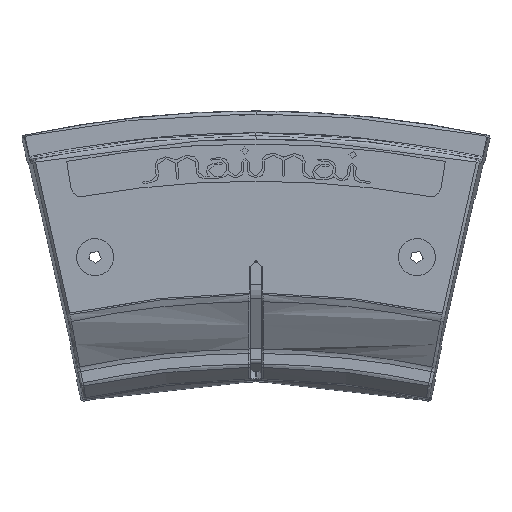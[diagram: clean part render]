
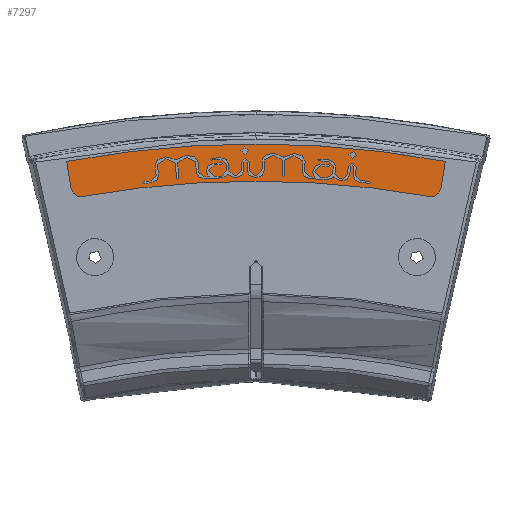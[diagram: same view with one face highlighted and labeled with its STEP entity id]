
A CAD part, top view. The second image highlights one B-rep face of the part: STEP entity #7297.
In plain terms, the highlighted planar face has unit normal (0, 0, 1).
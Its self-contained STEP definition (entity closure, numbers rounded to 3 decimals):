
#679=CIRCLE('',#7942,325.901);
#681=CIRCLE('',#7945,3.2);
#683=CIRCLE('',#7949,338.201);
#685=CIRCLE('',#7952,338.201);
#687=CIRCLE('',#7956,3.2);
#689=CIRCLE('',#7959,325.901);
#1130=FACE_OUTER_BOUND('',#1567,.T.);
#1567=EDGE_LOOP('',(#6027,#6028,#6029,#6030,#6031,#6032,#6033,#6034));
#1965=LINE('',#13786,#2427);
#1970=LINE('',#13804,#2432);
#2427=VECTOR('',#9278,1.);
#2432=VECTOR('',#9297,1.);
#3217=VERTEX_POINT('',#13771);
#3218=VERTEX_POINT('',#13773);
#3220=VERTEX_POINT('',#13779);
#3222=VERTEX_POINT('',#13785);
#3224=VERTEX_POINT('',#13791);
#3226=VERTEX_POINT('',#13797);
#3228=VERTEX_POINT('',#13803);
#3230=VERTEX_POINT('',#13809);
#4194=EDGE_CURVE('',#3218,#3217,#679,.T.);
#4197=EDGE_CURVE('',#3220,#3218,#681,.T.);
#4200=EDGE_CURVE('',#3222,#3220,#1965,.T.);
#4203=EDGE_CURVE('',#3224,#3222,#683,.T.);
#4206=EDGE_CURVE('',#3226,#3224,#685,.T.);
#4209=EDGE_CURVE('',#3228,#3226,#1970,.T.);
#4212=EDGE_CURVE('',#3230,#3228,#687,.T.);
#4215=EDGE_CURVE('',#3217,#3230,#689,.T.);
#6027=ORIENTED_EDGE('',*,*,#4215,.T.);
#6028=ORIENTED_EDGE('',*,*,#4212,.T.);
#6029=ORIENTED_EDGE('',*,*,#4209,.T.);
#6030=ORIENTED_EDGE('',*,*,#4206,.T.);
#6031=ORIENTED_EDGE('',*,*,#4203,.T.);
#6032=ORIENTED_EDGE('',*,*,#4200,.T.);
#6033=ORIENTED_EDGE('',*,*,#4197,.T.);
#6034=ORIENTED_EDGE('',*,*,#4194,.T.);
#6980=PLANE('',#7960);
#7297=ADVANCED_FACE('',(#1130),#6980,.F.);
#7942=AXIS2_PLACEMENT_3D('',#13774,#9265,#9266);
#7945=AXIS2_PLACEMENT_3D('',#13780,#9272,#9273);
#7949=AXIS2_PLACEMENT_3D('',#13792,#9284,#9285);
#7952=AXIS2_PLACEMENT_3D('',#13798,#9291,#9292);
#7956=AXIS2_PLACEMENT_3D('',#13810,#9303,#9304);
#7959=AXIS2_PLACEMENT_3D('',#13814,#9310,#9311);
#7960=AXIS2_PLACEMENT_3D('',#13815,#9312,#9313);
#9265=DIRECTION('center_axis',(0.,0.,-1.));
#9266=DIRECTION('ref_axis',(-1.,0.,0.));
#9272=DIRECTION('center_axis',(0.,0.,1.));
#9273=DIRECTION('ref_axis',(1.,0.,0.));
#9278=DIRECTION('',(0.156,-0.988,0.));
#9284=DIRECTION('center_axis',(0.,0.,1.));
#9285=DIRECTION('ref_axis',(-1.,0.,0.));
#9291=DIRECTION('center_axis',(0.,0.,1.));
#9292=DIRECTION('ref_axis',(1.,0.,0.));
#9297=DIRECTION('',(0.156,0.988,0.));
#9303=DIRECTION('center_axis',(0.,0.,1.));
#9304=DIRECTION('ref_axis',(-1.,0.,0.));
#9310=DIRECTION('center_axis',(0.,0.,-1.));
#9311=DIRECTION('ref_axis',(1.,0.,0.));
#9312=DIRECTION('center_axis',(0.,0.,-1.));
#9313=DIRECTION('ref_axis',(-1.,0.,0.));
#13771=CARTESIAN_POINT('',(0.,17.626,23.3));
#13773=CARTESIAN_POINT('',(-57.343,12.617,23.3));
#13774=CARTESIAN_POINT('Origin',(-0.424,-308.274,23.3));
#13779=CARTESIAN_POINT('',(-61.063,15.267,23.3));
#13780=CARTESIAN_POINT('Origin',(-57.902,15.768,23.3));
#13785=CARTESIAN_POINT('',(-62.475,24.185,23.3));
#13786=CARTESIAN_POINT('',(-60.55,12.032,23.3));
#13791=CARTESIAN_POINT('',(0.,29.926,23.3));
#13792=CARTESIAN_POINT('Origin',(-0.424,-308.274,23.3));
#13797=CARTESIAN_POINT('',(62.475,24.185,23.3));
#13798=CARTESIAN_POINT('Origin',(0.424,-308.274,23.3));
#13803=CARTESIAN_POINT('',(61.063,15.267,23.3));
#13804=CARTESIAN_POINT('',(60.55,12.032,23.3));
#13809=CARTESIAN_POINT('',(57.343,12.617,23.3));
#13810=CARTESIAN_POINT('Origin',(57.902,15.768,23.3));
#13814=CARTESIAN_POINT('Origin',(0.424,-308.274,23.3));
#13815=CARTESIAN_POINT('Origin',(0.424,-308.274,23.3));
